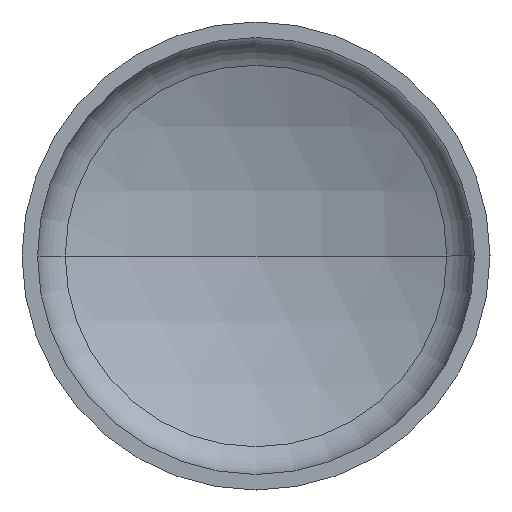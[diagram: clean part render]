
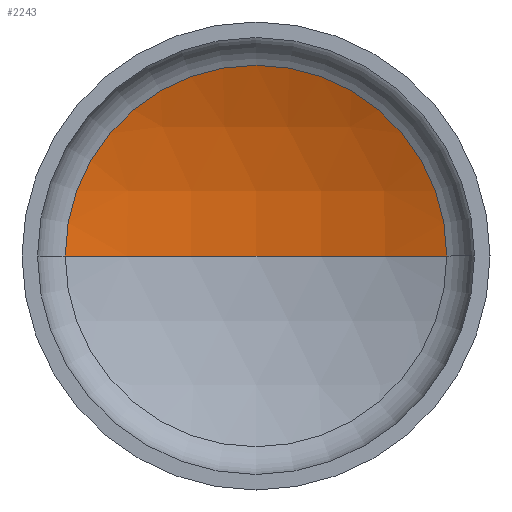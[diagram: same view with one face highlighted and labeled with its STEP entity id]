
A CAD part, front view. The second image highlights one B-rep face of the part: STEP entity #2243.
In plain terms, the highlighted spherical face has radius 60.3 mm.
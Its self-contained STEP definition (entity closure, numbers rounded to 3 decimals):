
#616 = CARTESIAN_POINT ( 'NONE',  ( 0., -39.3, 0. ) ) ;
#1089 = EDGE_CURVE ( 'NONE', #12291, #14275, #12765, .T. ) ;
#1219 = DIRECTION ( 'NONE',  ( 0., 1., 0. ) ) ;
#1499 = DIRECTION ( 'NONE',  ( 0., 0., 1. ) ) ;
#1550 = ORIENTED_EDGE ( 'NONE', *, *, #9147, .T. ) ;
#1690 = CARTESIAN_POINT ( 'NONE',  ( 0., -39.3, 0. ) ) ;
#1900 = DIRECTION ( 'NONE',  ( -1., 0., 0. ) ) ;
#2243 = ADVANCED_FACE ( 'NONE', ( #6613 ), #9403, .F. ) ;
#3161 = AXIS2_PLACEMENT_3D ( 'NONE', #616, #6575, #1900 ) ;
#5685 = EDGE_CURVE ( 'NONE', #10234, #12291, #11860, .T. ) ;
#5873 = AXIS2_PLACEMENT_3D ( 'NONE', #9966, #11149, #11061 ) ;
#6461 = CARTESIAN_POINT ( 'NONE',  ( 24.578, 15.764, 0. ) ) ;
#6547 = ORIENTED_EDGE ( 'NONE', *, *, #1089, .F. ) ;
#6575 = DIRECTION ( 'NONE',  ( 0., 0., -1. ) ) ;
#6613 = FACE_OUTER_BOUND ( 'NONE', #15093, .T. ) ;
#7091 = AXIS2_PLACEMENT_3D ( 'NONE', #14404, #1219, #9489 ) ;
#8624 = CIRCLE ( 'NONE', #3161, 60.3 ) ;
#8874 = ORIENTED_EDGE ( 'NONE', *, *, #5685, .F. ) ;
#9147 = EDGE_CURVE ( 'NONE', #10234, #14275, #8624, .T. ) ;
#9403 = SPHERICAL_SURFACE ( 'NONE', #5873, 60.3 ) ;
#9416 = CARTESIAN_POINT ( 'NONE',  ( -24.578, 15.764, 0. ) ) ;
#9489 = DIRECTION ( 'NONE',  ( -1., 0., 0. ) ) ;
#9966 = CARTESIAN_POINT ( 'NONE',  ( 0., -39.3, 0. ) ) ;
#10234 = VERTEX_POINT ( 'NONE', #9416 ) ;
#11061 = DIRECTION ( 'NONE',  ( 1., 0., 0. ) ) ;
#11149 = DIRECTION ( 'NONE',  ( 0., 0., -1. ) ) ;
#11617 = AXIS2_PLACEMENT_3D ( 'NONE', #1690, #1499, #12258 ) ;
#11860 = CIRCLE ( 'NONE', #7091, 24.578 ) ;
#12258 = DIRECTION ( 'NONE',  ( 1., 0., 0. ) ) ;
#12291 = VERTEX_POINT ( 'NONE', #6461 ) ;
#12765 = CIRCLE ( 'NONE', #11617, 60.3 ) ;
#14270 = CARTESIAN_POINT ( 'NONE',  ( 0., 21., 0. ) ) ;
#14275 = VERTEX_POINT ( 'NONE', #14270 ) ;
#14404 = CARTESIAN_POINT ( 'NONE',  ( 0., 15.764, 0. ) ) ;
#15093 = EDGE_LOOP ( 'NONE', ( #8874, #1550, #6547 ) ) ;
